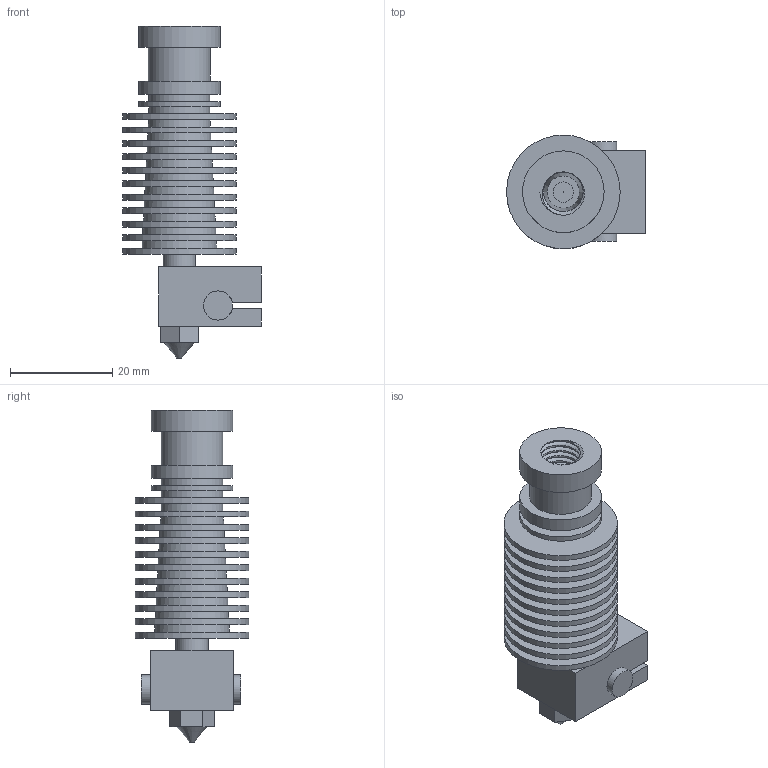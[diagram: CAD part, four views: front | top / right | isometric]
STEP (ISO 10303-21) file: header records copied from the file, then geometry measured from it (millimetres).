
FILE_DESCRIPTION(/* description */ (''),/* implementation_level */ '2;1');
FILE_NAME(/* name */ 'hot end v3.step',/* time_stamp */ '2021-12-19T08:46:27+05:00',/* author */ (''),/* organization */ (''),/* preprocessor_version */ 'ST-DEVELOPER v18.1',/* originating_system */ 'Autodesk Translation Framework v10.10.0.1391',/* authorisation */ '');
FILE_SCHEMA (('AUTOMOTIVE_DESIGN { 1 0 10303 214 3 1 1 }'));
Length unit declared in the file: millimetre
Products named in the file (1): hot end
Bounding box: 27.23 x 22.26 x 65.06 mm (x, y, z)
Volume: 11294.1 mm3; surface area: 11987.8 mm2
Topology: 3 solids, 3 shells, 120 faces, 251 edges, 166 vertices
Faces by surface type: cylinder 55, plane 51, cone 12, bspline 2
Full cylindrical faces by diameter (mm): 0.1 x1, 4 x1, 5.7 x1, 6.352 x3, 7.779 x7, 9.17 x5, 12 x2, 12.1 x1, 16 x3, 22.26 x11
Entity records: 5283 total; most frequent: CARTESIAN_POINT 2680, ORIENTED_EDGE 502, DIRECTION 500, EDGE_CURVE 251, AXIS2_PLACEMENT_3D 197, VERTEX_POINT 166, EDGE_LOOP 155, FACE_OUTER_BOUND 120
